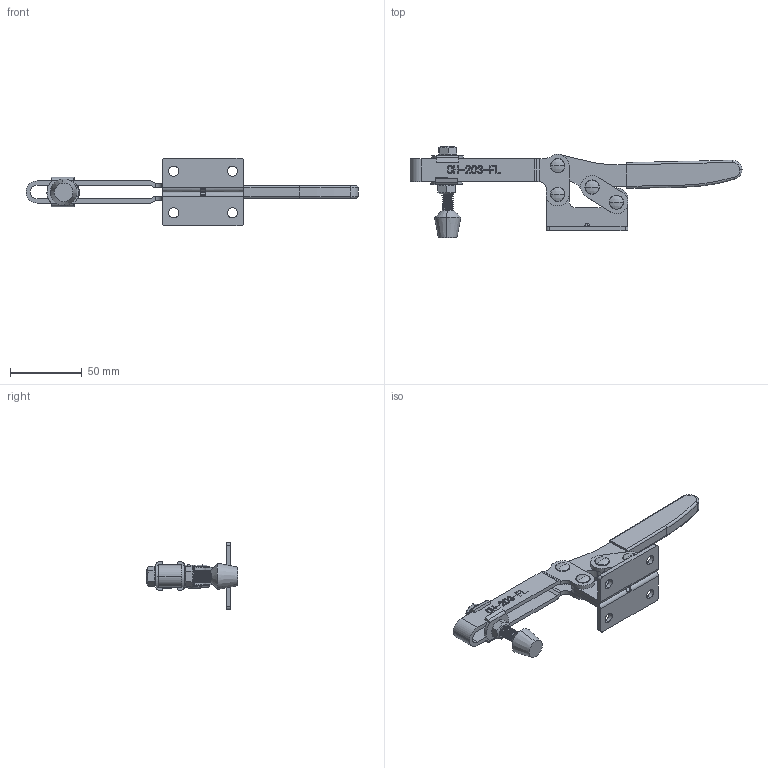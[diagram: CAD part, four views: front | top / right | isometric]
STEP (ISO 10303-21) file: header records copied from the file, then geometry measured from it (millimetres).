
FILE_DESCRIPTION (( 'STEP AP203' ), '1' );
FILE_NAME ('CH-203-FL.STEP', '2017-11-13T02:31:52', ( 'Windows' ), ( 'Microsoft' ), 'SwSTEP 2.0', 'SolidWorks 2015', '' );
FILE_SCHEMA (( 'CONFIG_CONTROL_DESIGN' ));
Length unit declared in the file: millimetre
Products named in the file (11): 203-FL-02; CH-203-FL; 225-D-06; FW516; 56212-02; 56212; 203-F-03; 203-F-03-02; 03; 203-F-01; 203-F-04
Assembly tree (16 placements, depth 3):
  CH-203-FL
    203-F-01
    203-FL-02
    225-D-06  x4
    FW516  x2
    56212-02  x2
    56212
    03
      203-F-03
      203-F-03-02
    203-F-04  x2
Bounding box: 231.6 x 63.51 x 47 mm (x, y, z)
Volume: 56821.1 mm3; surface area: 46398.9 mm2
Topology: 16 solids, 16 shells, 794 faces, 2126 edges, 1396 vertices
Faces by surface type: plane 288, cylinder 237, bspline 184, cone 39, torus 38, sphere 8
Entity records: 32916 total; most frequent: CARTESIAN_POINT 16247, ORIENTED_EDGE 3640, DIRECTION 2501, EDGE_CURVE 1820, VERTEX_POINT 1206, VECTOR 969, LINE 969, AXIS2_PLACEMENT_3D 766
